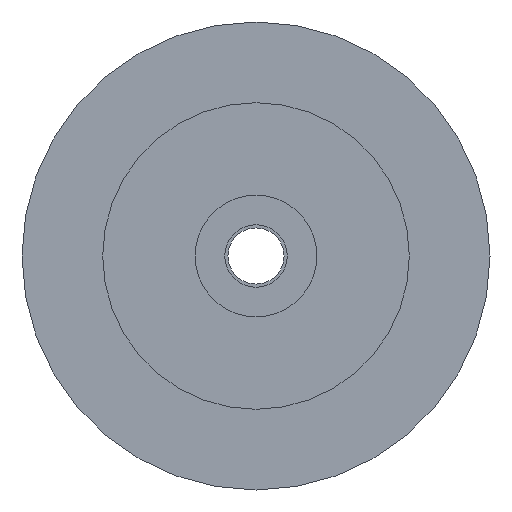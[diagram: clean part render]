
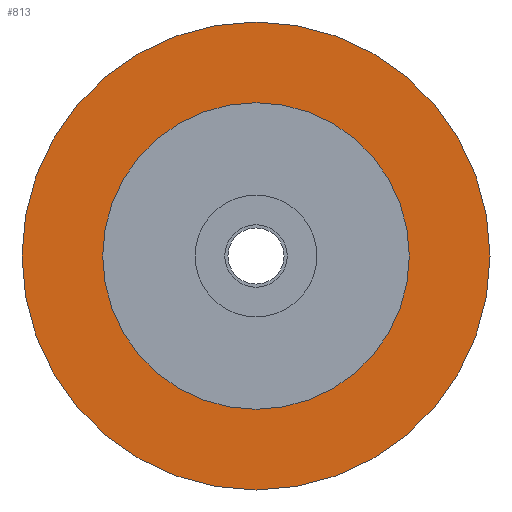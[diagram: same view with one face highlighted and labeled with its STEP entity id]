
A CAD part, front view. The second image highlights one B-rep face of the part: STEP entity #813.
In plain terms, the highlighted planar face has unit normal (0, -1, 0).
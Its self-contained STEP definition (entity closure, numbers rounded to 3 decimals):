
#77=FACE_BOUND('',#200,.T.);
#87=PLANE('',#946);
#139=FACE_OUTER_BOUND('',#199,.T.);
#199=EDGE_LOOP('',(#581,#582));
#200=EDGE_LOOP('',(#583,#584));
#311=CIRCLE('',#934,20.);
#312=CIRCLE('',#935,20.);
#317=CIRCLE('',#944,13.1);
#318=CIRCLE('',#945,13.1);
#361=VERTEX_POINT('',#1302);
#362=VERTEX_POINT('',#1304);
#367=VERTEX_POINT('',#1320);
#368=VERTEX_POINT('',#1322);
#437=EDGE_CURVE('',#361,#362,#311,.T.);
#438=EDGE_CURVE('',#362,#361,#312,.T.);
#445=EDGE_CURVE('',#368,#367,#317,.T.);
#446=EDGE_CURVE('',#367,#368,#318,.T.);
#581=ORIENTED_EDGE('',*,*,#438,.F.);
#582=ORIENTED_EDGE('',*,*,#437,.F.);
#583=ORIENTED_EDGE('',*,*,#445,.T.);
#584=ORIENTED_EDGE('',*,*,#446,.T.);
#813=ADVANCED_FACE('',(#139,#77),#87,.T.);
#934=AXIS2_PLACEMENT_3D('',#1305,#1057,#1058);
#935=AXIS2_PLACEMENT_3D('',#1306,#1059,#1060);
#944=AXIS2_PLACEMENT_3D('',#1323,#1079,#1080);
#945=AXIS2_PLACEMENT_3D('',#1324,#1081,#1082);
#946=AXIS2_PLACEMENT_3D('',#1325,#1083,#1084);
#1057=DIRECTION('center_axis',(0.,1.,0.));
#1058=DIRECTION('ref_axis',(1.,0.,0.));
#1059=DIRECTION('center_axis',(0.,1.,0.));
#1060=DIRECTION('ref_axis',(1.,0.,0.));
#1079=DIRECTION('center_axis',(0.,1.,0.));
#1080=DIRECTION('ref_axis',(1.,0.,0.));
#1081=DIRECTION('center_axis',(0.,1.,0.));
#1082=DIRECTION('ref_axis',(1.,0.,0.));
#1083=DIRECTION('center_axis',(0.,-1.,0.));
#1084=DIRECTION('ref_axis',(0.,0.,-1.));
#1302=CARTESIAN_POINT('',(20.,0.,0.));
#1304=CARTESIAN_POINT('',(-20.,0.,0.));
#1305=CARTESIAN_POINT('Origin',(0.,0.,0.));
#1306=CARTESIAN_POINT('Origin',(0.,0.,0.));
#1320=CARTESIAN_POINT('',(13.1,0.,0.));
#1322=CARTESIAN_POINT('',(-13.1,0.,0.));
#1323=CARTESIAN_POINT('Origin',(0.,0.,0.));
#1324=CARTESIAN_POINT('Origin',(0.,0.,0.));
#1325=CARTESIAN_POINT('Origin',(-20.,0.,0.));
